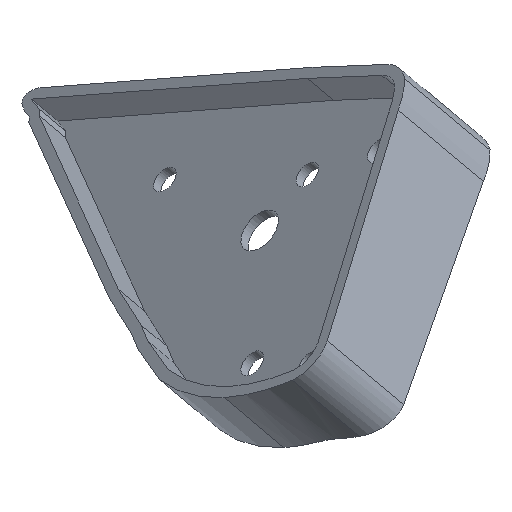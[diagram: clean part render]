
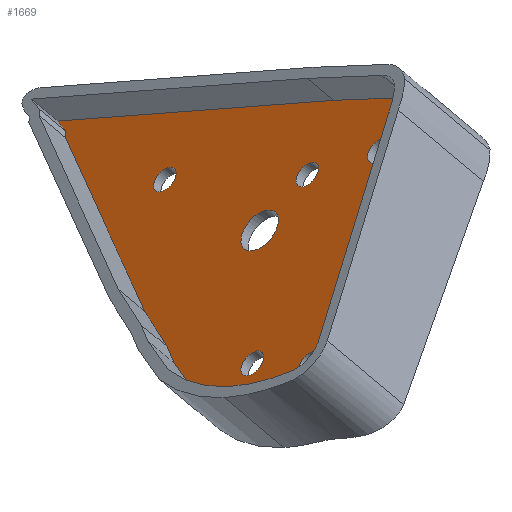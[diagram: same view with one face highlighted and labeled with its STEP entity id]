
A CAD part, top view. The second image highlights one B-rep face of the part: STEP entity #1669.
In plain terms, the highlighted planar face has unit normal (-0.63, 0.525, 0.573).
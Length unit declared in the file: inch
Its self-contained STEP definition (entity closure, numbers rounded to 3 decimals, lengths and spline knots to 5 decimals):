
#48=FACE_BOUND('',#220,.T.);
#49=FACE_BOUND('',#221,.T.);
#50=FACE_BOUND('',#222,.T.);
#51=FACE_BOUND('',#223,.T.);
#52=FACE_BOUND('',#224,.T.);
#53=FACE_BOUND('',#225,.T.);
#56=PLANE('',#1797);
#124=FACE_OUTER_BOUND('',#219,.T.);
#219=EDGE_LOOP('',(#1177,#1178,#1179,#1180,#1181,#1182,#1183,#1184,#1185,
#1186,#1187,#1188,#1189,#1190));
#220=EDGE_LOOP('',(#1191));
#221=EDGE_LOOP('',(#1192));
#222=EDGE_LOOP('',(#1193));
#223=EDGE_LOOP('',(#1194));
#224=EDGE_LOOP('',(#1195));
#225=EDGE_LOOP('',(#1196));
#323=LINE('',#2492,#509);
#324=LINE('',#2494,#510);
#325=LINE('',#2496,#511);
#326=LINE('',#2498,#512);
#327=LINE('',#2500,#513);
#328=LINE('',#2502,#514);
#329=LINE('',#2504,#515);
#330=LINE('',#2506,#516);
#331=LINE('',#2514,#517);
#509=VECTOR('',#1994,0.3937);
#510=VECTOR('',#1995,0.3937);
#511=VECTOR('',#1996,0.3937);
#512=VECTOR('',#1997,0.3937);
#513=VECTOR('',#1998,0.3937);
#514=VECTOR('',#1999,0.3937);
#515=VECTOR('',#2000,0.3937);
#516=VECTOR('',#2001,0.3937);
#517=VECTOR('',#2008,0.3937);
#680=CIRCLE('',#1774,0.5);
#682=CIRCLE('',#1777,0.3);
#684=CIRCLE('',#1780,0.3);
#686=CIRCLE('',#1783,0.3);
#688=CIRCLE('',#1786,0.3);
#690=CIRCLE('',#1789,0.3);
#697=CIRCLE('',#1798,4.63797);
#698=CIRCLE('',#1799,5.23471);
#699=CIRCLE('',#1800,0.67823);
#700=CIRCLE('',#1801,1.80081);
#701=CIRCLE('',#1802,0.63419);
#718=VERTEX_POINT('',#2425);
#720=VERTEX_POINT('',#2431);
#722=VERTEX_POINT('',#2437);
#724=VERTEX_POINT('',#2443);
#726=VERTEX_POINT('',#2449);
#728=VERTEX_POINT('',#2455);
#744=VERTEX_POINT('',#2490);
#745=VERTEX_POINT('',#2491);
#746=VERTEX_POINT('',#2493);
#747=VERTEX_POINT('',#2495);
#748=VERTEX_POINT('',#2497);
#749=VERTEX_POINT('',#2499);
#750=VERTEX_POINT('',#2501);
#751=VERTEX_POINT('',#2503);
#752=VERTEX_POINT('',#2505);
#753=VERTEX_POINT('',#2507);
#754=VERTEX_POINT('',#2509);
#755=VERTEX_POINT('',#2511);
#756=VERTEX_POINT('',#2513);
#757=VERTEX_POINT('',#2515);
#882=EDGE_CURVE('',#718,#718,#680,.T.);
#885=EDGE_CURVE('',#720,#720,#682,.T.);
#888=EDGE_CURVE('',#722,#722,#684,.T.);
#891=EDGE_CURVE('',#724,#724,#686,.T.);
#894=EDGE_CURVE('',#726,#726,#688,.T.);
#897=EDGE_CURVE('',#728,#728,#690,.T.);
#914=EDGE_CURVE('',#744,#745,#323,.T.);
#915=EDGE_CURVE('',#746,#744,#324,.T.);
#916=EDGE_CURVE('',#747,#746,#325,.T.);
#917=EDGE_CURVE('',#748,#747,#326,.T.);
#918=EDGE_CURVE('',#749,#748,#327,.T.);
#919=EDGE_CURVE('',#750,#749,#328,.T.);
#920=EDGE_CURVE('',#751,#750,#329,.T.);
#921=EDGE_CURVE('',#752,#751,#330,.T.);
#922=EDGE_CURVE('',#753,#752,#697,.T.);
#923=EDGE_CURVE('',#754,#753,#698,.T.);
#924=EDGE_CURVE('',#755,#754,#699,.T.);
#925=EDGE_CURVE('',#756,#755,#331,.T.);
#926=EDGE_CURVE('',#757,#756,#700,.T.);
#927=EDGE_CURVE('',#745,#757,#701,.T.);
#1177=ORIENTED_EDGE('',*,*,#914,.F.);
#1178=ORIENTED_EDGE('',*,*,#915,.F.);
#1179=ORIENTED_EDGE('',*,*,#916,.F.);
#1180=ORIENTED_EDGE('',*,*,#917,.F.);
#1181=ORIENTED_EDGE('',*,*,#918,.F.);
#1182=ORIENTED_EDGE('',*,*,#919,.F.);
#1183=ORIENTED_EDGE('',*,*,#920,.F.);
#1184=ORIENTED_EDGE('',*,*,#921,.F.);
#1185=ORIENTED_EDGE('',*,*,#922,.F.);
#1186=ORIENTED_EDGE('',*,*,#923,.F.);
#1187=ORIENTED_EDGE('',*,*,#924,.F.);
#1188=ORIENTED_EDGE('',*,*,#925,.F.);
#1189=ORIENTED_EDGE('',*,*,#926,.F.);
#1190=ORIENTED_EDGE('',*,*,#927,.F.);
#1191=ORIENTED_EDGE('',*,*,#882,.T.);
#1192=ORIENTED_EDGE('',*,*,#885,.T.);
#1193=ORIENTED_EDGE('',*,*,#888,.T.);
#1194=ORIENTED_EDGE('',*,*,#891,.T.);
#1195=ORIENTED_EDGE('',*,*,#894,.T.);
#1196=ORIENTED_EDGE('',*,*,#897,.T.);
#1669=ADVANCED_FACE('',(#124,#48,#49,#50,#51,#52,#53),#56,.T.);
#1774=AXIS2_PLACEMENT_3D('',#2426,#1931,#1932);
#1777=AXIS2_PLACEMENT_3D('',#2432,#1938,#1939);
#1780=AXIS2_PLACEMENT_3D('',#2438,#1945,#1946);
#1783=AXIS2_PLACEMENT_3D('',#2444,#1952,#1953);
#1786=AXIS2_PLACEMENT_3D('',#2450,#1959,#1960);
#1789=AXIS2_PLACEMENT_3D('',#2456,#1966,#1967);
#1797=AXIS2_PLACEMENT_3D('',#2489,#1992,#1993);
#1798=AXIS2_PLACEMENT_3D('',#2508,#2002,#2003);
#1799=AXIS2_PLACEMENT_3D('',#2510,#2004,#2005);
#1800=AXIS2_PLACEMENT_3D('',#2512,#2006,#2007);
#1801=AXIS2_PLACEMENT_3D('',#2516,#2009,#2010);
#1802=AXIS2_PLACEMENT_3D('',#2517,#2011,#2012);
#1931=DIRECTION('center_axis',(0.63,-0.525,-0.572));
#1932=DIRECTION('ref_axis',(-0.634,0.079,-0.769));
#1938=DIRECTION('center_axis',(0.63,-0.525,-0.572));
#1939=DIRECTION('ref_axis',(-0.634,0.079,-0.769));
#1945=DIRECTION('center_axis',(0.63,-0.525,-0.572));
#1946=DIRECTION('ref_axis',(-0.634,0.079,-0.769));
#1952=DIRECTION('center_axis',(0.63,-0.525,-0.572));
#1953=DIRECTION('ref_axis',(-0.634,0.079,-0.769));
#1959=DIRECTION('center_axis',(0.63,-0.525,-0.572));
#1960=DIRECTION('ref_axis',(-0.634,0.079,-0.769));
#1966=DIRECTION('center_axis',(0.63,-0.525,-0.572));
#1967=DIRECTION('ref_axis',(-0.634,0.079,-0.769));
#1992=DIRECTION('center_axis',(-0.63,0.525,0.572));
#1993=DIRECTION('ref_axis',(0.673,0.,0.74));
#1994=DIRECTION('',(0.684,0.025,0.729));
#1995=DIRECTION('',(0.695,0.051,0.718));
#1996=DIRECTION('',(-0.366,0.449,-0.815));
#1997=DIRECTION('',(0.061,0.768,-0.637));
#1998=DIRECTION('',(-0.254,0.557,-0.791));
#1999=DIRECTION('',(-0.316,0.5,-0.806));
#2000=DIRECTION('',(-0.238,0.571,-0.785));
#2001=DIRECTION('',(-0.338,0.478,-0.811));
#2002=DIRECTION('center_axis',(0.63,-0.525,-0.572));
#2003=DIRECTION('ref_axis',(-0.361,-0.851,0.382));
#2004=DIRECTION('center_axis',(0.63,-0.525,-0.572));
#2005=DIRECTION('ref_axis',(-0.1,-0.786,0.61));
#2006=DIRECTION('center_axis',(0.63,-0.525,-0.572));
#2007=DIRECTION('ref_axis',(0.709,0.088,0.7));
#2008=DIRECTION('',(-0.257,-0.836,0.484));
#2009=DIRECTION('center_axis',(0.63,-0.525,-0.572));
#2010=DIRECTION('ref_axis',(0.776,0.401,0.486));
#2011=DIRECTION('center_axis',(0.63,-0.525,-0.572));
#2012=DIRECTION('ref_axis',(0.351,0.85,-0.393));
#2425=CARTESIAN_POINT('',(-1.95264,7.48826,1.77707));
#2426=CARTESIAN_POINT('Origin',(-2.26957,7.52753,1.39235));
#2431=CARTESIAN_POINT('',(-4.04376,8.56518,-1.51112));
#2432=CARTESIAN_POINT('Origin',(-4.23392,8.58874,-1.74196));
#2437=CARTESIAN_POINT('',(-1.09394,8.66195,1.64588));
#2438=CARTESIAN_POINT('Origin',(-1.28409,8.68551,1.41505));
#2443=CARTESIAN_POINT('',(-1.04115,4.74404,5.29585));
#2444=CARTESIAN_POINT('Origin',(-1.23131,4.7676,5.06501));
#2449=CARTESIAN_POINT('',(-2.23482,4.7497,3.97725));
#2450=CARTESIAN_POINT('Origin',(-2.42498,4.77326,3.74642));
#2455=CARTESIAN_POINT('',(0.38973,9.15372,2.82752));
#2456=CARTESIAN_POINT('Origin',(0.19957,9.17729,2.59668));
#2489=CARTESIAN_POINT('Origin',(-3.05537,7.3678,0.67415));
#2490=CARTESIAN_POINT('',(-0.73587,10.22639,0.6056));
#2491=CARTESIAN_POINT('',(0.80965,10.2837,2.25361));
#2492=CARTESIAN_POINT('',(-1.28592,10.20599,0.01909));
#2493=CARTESIAN_POINT('',(-6.45531,9.80694,-5.303));
#2494=CARTESIAN_POINT('',(-4.18863,9.97317,-2.96136));
#2495=CARTESIAN_POINT('',(-6.28402,9.59682,-4.92189));
#2496=CARTESIAN_POINT('',(-5.04909,8.08183,-2.17416));
#2497=CARTESIAN_POINT('',(-6.29471,9.46149,-4.80958));
#2498=CARTESIAN_POINT('',(-6.44354,7.57684,-3.24553));
#2499=CARTESIAN_POINT('',(-4.65062,5.85669,0.30426));
#2500=CARTESIAN_POINT('',(-4.66894,5.89687,0.24726));
#2501=CARTESIAN_POINT('',(-4.18683,5.12225,1.48789));
#2502=CARTESIAN_POINT('',(-4.41142,5.47791,0.91471));
#2503=CARTESIAN_POINT('',(-4.0474,4.78727,1.94841));
#2504=CARTESIAN_POINT('',(-4.31368,5.42704,1.06889));
#2505=CARTESIAN_POINT('',(-3.62037,4.18344,2.97186));
#2506=CARTESIAN_POINT('',(-4.16047,4.94714,1.67743));
#2507=CARTESIAN_POINT('',(-2.36632,3.83281,4.67316));
#2508=CARTESIAN_POINT('Origin',(-0.68979,7.77754,2.90139));
#2509=CARTESIAN_POINT('',(-1.02614,4.17038,5.83829));
#2510=CARTESIAN_POINT('Origin',(-0.50318,8.28351,2.64285));
#2511=CARTESIAN_POINT('',(-0.51513,4.74544,5.87336));
#2512=CARTESIAN_POINT('Origin',(-0.99597,4.68602,5.39875));
#2513=CARTESIAN_POINT('',(0.95169,9.5245,3.10592));
#2514=CARTESIAN_POINT('',(0.73931,8.83253,3.50663));
#2515=CARTESIAN_POINT('',(1.07285,10.08961,2.72115));
#2516=CARTESIAN_POINT('Origin',(-0.32504,9.36674,1.84577));
#2517=CARTESIAN_POINT('Origin',(0.58734,9.74471,2.50314));
